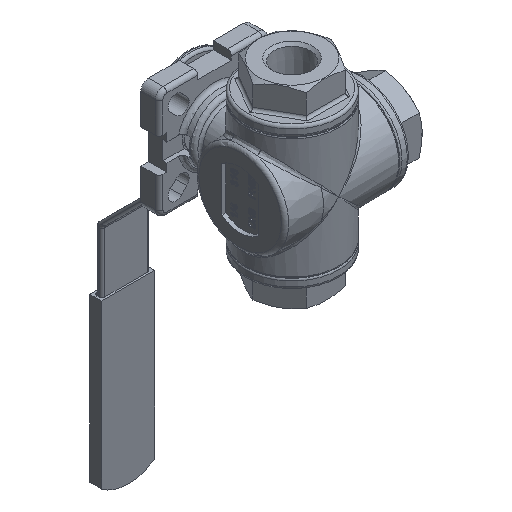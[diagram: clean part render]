
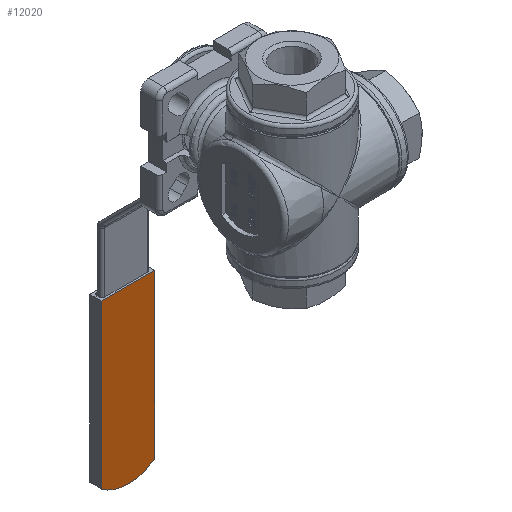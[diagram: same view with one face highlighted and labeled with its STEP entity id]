
A CAD part, isometric view. The second image highlights one B-rep face of the part: STEP entity #12020.
In plain terms, the highlighted face is planar.
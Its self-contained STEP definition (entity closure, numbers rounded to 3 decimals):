
#1255=LINE('',#31867,#2316);
#1256=LINE('',#31870,#2317);
#1257=LINE('',#31874,#2318);
#2316=VECTOR('',#15265,1000.);
#2317=VECTOR('',#15266,1000.);
#2318=VECTOR('',#15269,1000.);
#2822=PLANE('',#12875);
#3067=CIRCLE('',#12876,17.);
#5824=ORIENTED_EDGE('',*,*,#7948,.F.);
#5825=ORIENTED_EDGE('',*,*,#7949,.F.);
#5826=ORIENTED_EDGE('',*,*,#7950,.F.);
#5827=ORIENTED_EDGE('',*,*,#7951,.F.);
#7948=EDGE_CURVE('',#9189,#9190,#1255,.T.);
#7949=EDGE_CURVE('',#9191,#9189,#1256,.T.);
#7950=EDGE_CURVE('',#9192,#9191,#3067,.T.);
#7951=EDGE_CURVE('',#9190,#9192,#1257,.T.);
#9189=VERTEX_POINT('',#31868);
#9190=VERTEX_POINT('',#31869);
#9191=VERTEX_POINT('',#31871);
#9192=VERTEX_POINT('',#31873);
#10390=EDGE_LOOP('',(#5824,#5825,#5826,#5827));
#11242=FACE_BOUND('',#10390,.T.);
#12020=ADVANCED_FACE('',(#11242),#2822,.T.);
#12875=AXIS2_PLACEMENT_3D('',#31866,#15263,#15264);
#12876=AXIS2_PLACEMENT_3D('',#31872,#15267,#15268);
#15263=DIRECTION('',(0.,0.,-1.));
#15264=DIRECTION('',(-1.,0.,0.));
#15265=DIRECTION('',(0.,-1.,0.));
#15266=DIRECTION('',(-1.,0.,0.));
#15267=DIRECTION('',(0.,0.,1.));
#15268=DIRECTION('',(-1.,0.,0.));
#15269=DIRECTION('',(1.,0.,0.));
#31866=CARTESIAN_POINT('',(56.003,-18.777,0.));
#31867=CARTESIAN_POINT('',(7.003,-8.527,0.));
#31868=CARTESIAN_POINT('',(7.003,-8.527,0.));
#31869=CARTESIAN_POINT('',(7.003,-29.027,0.));
#31870=CARTESIAN_POINT('',(7.003,-8.527,0.));
#31871=CARTESIAN_POINT('',(69.566,-8.527,0.));
#31872=CARTESIAN_POINT('',(56.003,-18.777,0.));
#31873=CARTESIAN_POINT('',(69.566,-29.027,0.));
#31874=CARTESIAN_POINT('',(7.003,-29.027,0.));
